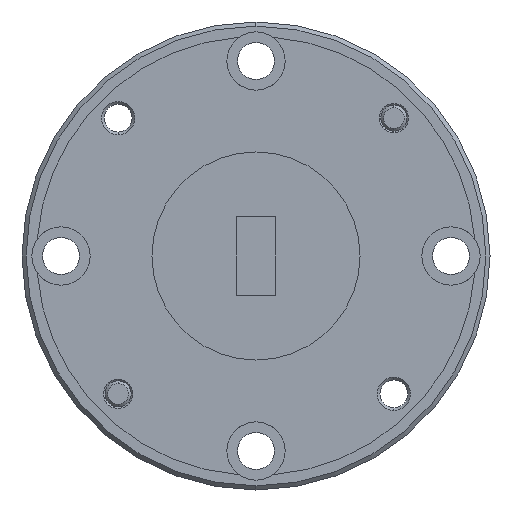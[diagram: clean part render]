
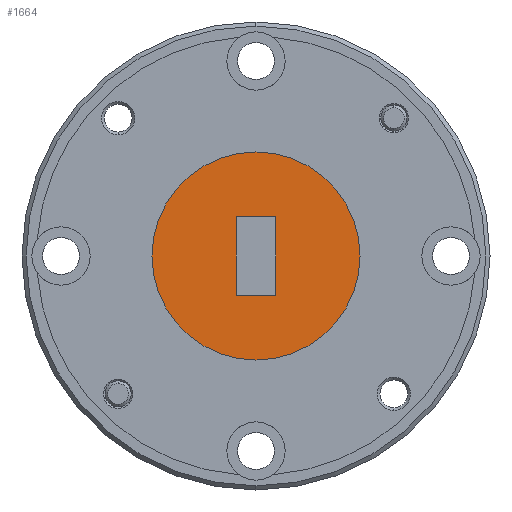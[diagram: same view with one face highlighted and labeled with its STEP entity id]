
A CAD part, left-side view. The second image highlights one B-rep face of the part: STEP entity #1664.
In plain terms, the highlighted planar face has unit normal (-1, 0, 0).
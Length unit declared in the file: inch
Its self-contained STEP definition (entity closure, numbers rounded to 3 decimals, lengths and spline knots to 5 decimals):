
#39 = CARTESIAN_POINT ( 'NONE',  ( -2., 0.5625, 0. ) ) ;
#46 = VECTOR ( 'NONE', #415, 39.37008 ) ;
#139 = EDGE_CURVE ( 'NONE', #1591, #2078, #888, .T. ) ;
#163 = LINE ( 'NONE', #895, #46 ) ;
#175 = AXIS2_PLACEMENT_3D ( 'NONE', #39, #1291, #2176 ) ;
#259 = DIRECTION ( 'NONE',  ( 0., 0., 1. ) ) ;
#363 = EDGE_CURVE ( 'NONE', #564, #1534, #1609, .T. ) ;
#373 = ORIENTED_EDGE ( 'NONE', *, *, #1090, .T. ) ;
#375 = EDGE_CURVE ( 'NONE', #1534, #1838, #163, .T. ) ;
#415 = DIRECTION ( 'NONE',  ( 0., -1., 0. ) ) ;
#479 = CARTESIAN_POINT ( 'NONE',  ( -2., 0., 0.25 ) ) ;
#500 = CIRCLE ( 'NONE', #2347, 0.25 ) ;
#518 = DIRECTION ( 'NONE',  ( 0., 0., -1. ) ) ;
#564 = VERTEX_POINT ( 'NONE', #653 ) ;
#630 = CARTESIAN_POINT ( 'NONE',  ( -2., -0.047, 0.094 ) ) ;
#653 = CARTESIAN_POINT ( 'NONE',  ( -2., 0.047, 0.094 ) ) ;
#684 = ORIENTED_EDGE ( 'NONE', *, *, #375, .F. ) ;
#711 = CARTESIAN_POINT ( 'NONE',  ( -2., 0.047, 0.094 ) ) ;
#752 = CARTESIAN_POINT ( 'NONE',  ( -2., -0.047, 0.094 ) ) ;
#753 = ORIENTED_EDGE ( 'NONE', *, *, #363, .F. ) ;
#765 = DIRECTION ( 'NONE',  ( 0., 1., 0. ) ) ;
#791 = CARTESIAN_POINT ( 'NONE',  ( -2., 0., 0. ) ) ;
#798 = DIRECTION ( 'NONE',  ( 0., 0., 1. ) ) ;
#856 = EDGE_LOOP ( 'NONE', ( #1626, #373 ) ) ;
#888 = CIRCLE ( 'NONE', #1189, 0.25 ) ;
#895 = CARTESIAN_POINT ( 'NONE',  ( -2., -0.047, -0.094 ) ) ;
#1090 = EDGE_CURVE ( 'NONE', #2078, #1591, #500, .T. ) ;
#1091 = PLANE ( 'NONE',  #175 ) ;
#1115 = EDGE_CURVE ( 'NONE', #1838, #2018, #1687, .T. ) ;
#1129 = CARTESIAN_POINT ( 'NONE',  ( -2., 0., 0. ) ) ;
#1151 = DIRECTION ( 'NONE',  ( 0., 0., 1. ) ) ;
#1189 = AXIS2_PLACEMENT_3D ( 'NONE', #1129, #2049, #1151 ) ;
#1263 = ORIENTED_EDGE ( 'NONE', *, *, #1652, .F. ) ;
#1291 = DIRECTION ( 'NONE',  ( -1., 0., 0. ) ) ;
#1294 = CARTESIAN_POINT ( 'NONE',  ( -2., -0.047, 0.094 ) ) ;
#1313 = DIRECTION ( 'NONE',  ( -1., 0., 0. ) ) ;
#1353 = CARTESIAN_POINT ( 'NONE',  ( -2., -0.047, -0.094 ) ) ;
#1378 = VECTOR ( 'NONE', #259, 39.37008 ) ;
#1380 = CARTESIAN_POINT ( 'NONE',  ( -2., 0.047, -0.094 ) ) ;
#1472 = ORIENTED_EDGE ( 'NONE', *, *, #1115, .F. ) ;
#1492 = FACE_OUTER_BOUND ( 'NONE', #856, .T. ) ;
#1534 = VERTEX_POINT ( 'NONE', #1380 ) ;
#1591 = VERTEX_POINT ( 'NONE', #479 ) ;
#1609 = LINE ( 'NONE', #711, #1724 ) ;
#1626 = ORIENTED_EDGE ( 'NONE', *, *, #139, .T. ) ;
#1635 = LINE ( 'NONE', #752, #1658 ) ;
#1652 = EDGE_CURVE ( 'NONE', #2018, #564, #1635, .T. ) ;
#1658 = VECTOR ( 'NONE', #765, 39.37008 ) ;
#1664 = ADVANCED_FACE ( 'NONE', ( #2050, #1492 ), #1091, .T. ) ;
#1687 = LINE ( 'NONE', #630, #1378 ) ;
#1724 = VECTOR ( 'NONE', #518, 39.37008 ) ;
#1838 = VERTEX_POINT ( 'NONE', #1353 ) ;
#2016 = CARTESIAN_POINT ( 'NONE',  ( -2., 0., -0.25 ) ) ;
#2018 = VERTEX_POINT ( 'NONE', #1294 ) ;
#2037 = EDGE_LOOP ( 'NONE', ( #684, #753, #1263, #1472 ) ) ;
#2049 = DIRECTION ( 'NONE',  ( -1., 0., 0. ) ) ;
#2050 = FACE_BOUND ( 'NONE', #2037, .T. ) ;
#2078 = VERTEX_POINT ( 'NONE', #2016 ) ;
#2176 = DIRECTION ( 'NONE',  ( 0., 0., 1. ) ) ;
#2347 = AXIS2_PLACEMENT_3D ( 'NONE', #791, #1313, #798 ) ;
